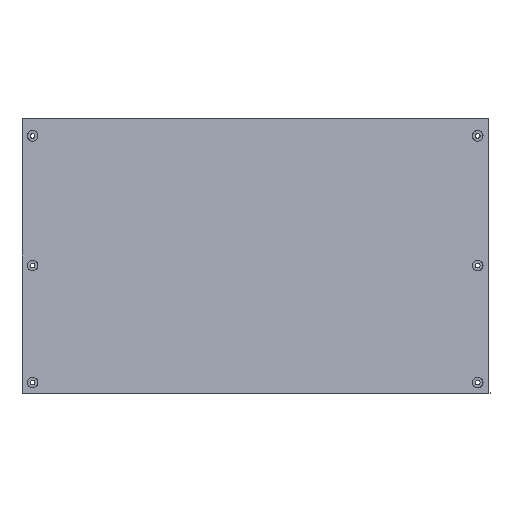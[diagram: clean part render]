
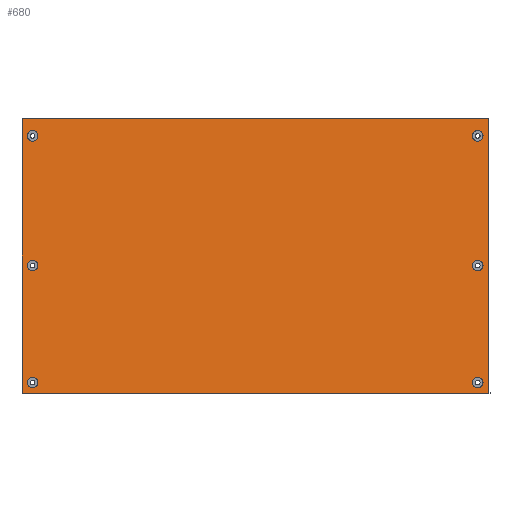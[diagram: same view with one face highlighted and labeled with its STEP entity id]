
A CAD part, front view. The second image highlights one B-rep face of the part: STEP entity #680.
In plain terms, the highlighted planar face has unit normal (0, -0.995, 0.104).
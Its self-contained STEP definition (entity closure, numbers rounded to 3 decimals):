
#15=ELLIPSE('',#713,2.514,2.5);
#16=ELLIPSE('',#720,2.514,2.5);
#17=ELLIPSE('',#727,2.514,2.5);
#18=ELLIPSE('',#734,2.514,2.5);
#19=ELLIPSE('',#741,2.514,2.5);
#20=ELLIPSE('',#748,2.514,2.5);
#34=FACE_BOUND('',#144,.T.);
#35=FACE_BOUND('',#145,.T.);
#36=FACE_BOUND('',#146,.T.);
#37=FACE_BOUND('',#147,.T.);
#38=FACE_BOUND('',#148,.T.);
#39=FACE_BOUND('',#149,.T.);
#54=PLANE('',#756);
#92=FACE_OUTER_BOUND('',#143,.T.);
#143=EDGE_LOOP('',(#567,#568,#569,#570,#571,#572));
#144=EDGE_LOOP('',(#573));
#145=EDGE_LOOP('',(#574));
#146=EDGE_LOOP('',(#575));
#147=EDGE_LOOP('',(#576));
#148=EDGE_LOOP('',(#577));
#149=EDGE_LOOP('',(#578));
#189=LINE('',#1071,#255);
#192=LINE('',#1077,#258);
#194=LINE('',#1081,#260);
#196=LINE('',#1084,#262);
#204=LINE('',#1101,#270);
#205=LINE('',#1102,#271);
#255=VECTOR('',#887,10.);
#258=VECTOR('',#892,10.);
#260=VECTOR('',#896,10.);
#262=VECTOR('',#900,10.);
#270=VECTOR('',#912,10.);
#271=VECTOR('',#913,10.);
#316=VERTEX_POINT('',#972);
#320=VERTEX_POINT('',#985);
#324=VERTEX_POINT('',#998);
#328=VERTEX_POINT('',#1011);
#332=VERTEX_POINT('',#1024);
#336=VERTEX_POINT('',#1037);
#349=VERTEX_POINT('',#1068);
#350=VERTEX_POINT('',#1070);
#351=VERTEX_POINT('',#1074);
#352=VERTEX_POINT('',#1076);
#353=VERTEX_POINT('',#1080);
#360=VERTEX_POINT('',#1100);
#378=EDGE_CURVE('',#316,#316,#15,.T.);
#384=EDGE_CURVE('',#320,#320,#16,.T.);
#390=EDGE_CURVE('',#324,#324,#17,.T.);
#396=EDGE_CURVE('',#328,#328,#18,.T.);
#402=EDGE_CURVE('',#332,#332,#19,.T.);
#408=EDGE_CURVE('',#336,#336,#20,.T.);
#423=EDGE_CURVE('',#350,#349,#189,.T.);
#426=EDGE_CURVE('',#352,#351,#192,.T.);
#428=EDGE_CURVE('',#353,#352,#194,.T.);
#430=EDGE_CURVE('',#353,#349,#196,.T.);
#438=EDGE_CURVE('',#360,#351,#204,.T.);
#439=EDGE_CURVE('',#350,#360,#205,.T.);
#567=ORIENTED_EDGE('',*,*,#426,.T.);
#568=ORIENTED_EDGE('',*,*,#438,.F.);
#569=ORIENTED_EDGE('',*,*,#439,.F.);
#570=ORIENTED_EDGE('',*,*,#423,.T.);
#571=ORIENTED_EDGE('',*,*,#430,.F.);
#572=ORIENTED_EDGE('',*,*,#428,.T.);
#573=ORIENTED_EDGE('',*,*,#378,.T.);
#574=ORIENTED_EDGE('',*,*,#384,.T.);
#575=ORIENTED_EDGE('',*,*,#390,.T.);
#576=ORIENTED_EDGE('',*,*,#396,.T.);
#577=ORIENTED_EDGE('',*,*,#402,.T.);
#578=ORIENTED_EDGE('',*,*,#408,.T.);
#680=ADVANCED_FACE('',(#92,#34,#35,#36,#37,#38,#39),#54,.T.);
#713=AXIS2_PLACEMENT_3D('',#974,#785,#786);
#720=AXIS2_PLACEMENT_3D('',#987,#801,#802);
#727=AXIS2_PLACEMENT_3D('',#1000,#817,#818);
#734=AXIS2_PLACEMENT_3D('',#1013,#833,#834);
#741=AXIS2_PLACEMENT_3D('',#1026,#849,#850);
#748=AXIS2_PLACEMENT_3D('',#1039,#865,#866);
#756=AXIS2_PLACEMENT_3D('',#1099,#910,#911);
#785=DIRECTION('center_axis',(0.,0.995,-0.105));
#786=DIRECTION('ref_axis',(0.,-0.105,-0.995));
#801=DIRECTION('center_axis',(0.,0.995,-0.105));
#802=DIRECTION('ref_axis',(0.,-0.105,-0.995));
#817=DIRECTION('center_axis',(0.,0.995,-0.105));
#818=DIRECTION('ref_axis',(0.,-0.105,-0.995));
#833=DIRECTION('center_axis',(0.,0.995,-0.105));
#834=DIRECTION('ref_axis',(0.,-0.105,-0.995));
#849=DIRECTION('center_axis',(0.,0.995,-0.105));
#850=DIRECTION('ref_axis',(0.,-0.105,-0.995));
#865=DIRECTION('center_axis',(0.,0.995,-0.105));
#866=DIRECTION('ref_axis',(0.,-0.105,-0.995));
#887=DIRECTION('',(1.,0.,0.));
#892=DIRECTION('',(0.,0.105,0.995));
#896=DIRECTION('',(-1.,0.,0.));
#900=DIRECTION('',(0.,-0.105,-0.995));
#910=DIRECTION('center_axis',(0.,-0.995,0.105));
#911=DIRECTION('ref_axis',(0.,-0.105,-0.995));
#912=DIRECTION('',(1.,0.,0.));
#913=DIRECTION('',(0.,0.105,0.995));
#972=CARTESIAN_POINT('',(118.876,-9.254,51.343));
#974=CARTESIAN_POINT('Origin',(116.376,-9.254,51.343));
#985=CARTESIAN_POINT('',(118.876,-15.663,-9.637));
#987=CARTESIAN_POINT('Origin',(116.376,-15.663,-9.637));
#998=CARTESIAN_POINT('',(118.876,-21.444,-64.637));
#1000=CARTESIAN_POINT('Origin',(116.376,-21.444,-64.637));
#1011=CARTESIAN_POINT('',(-90.344,-21.444,-64.637));
#1013=CARTESIAN_POINT('Origin',(-92.844,-21.444,-64.637));
#1024=CARTESIAN_POINT('',(-90.344,-9.254,51.343));
#1026=CARTESIAN_POINT('Origin',(-92.844,-9.254,51.343));
#1037=CARTESIAN_POINT('',(-90.344,-15.663,-9.637));
#1039=CARTESIAN_POINT('Origin',(-92.844,-15.663,-9.637));
#1068=CARTESIAN_POINT('',(122.156,-21.969,-69.637));
#1070=CARTESIAN_POINT('',(-97.844,-21.969,-69.637));
#1071=CARTESIAN_POINT('',(-97.844,-21.969,-69.637));
#1074=CARTESIAN_POINT('',(121.376,-8.413,59.343));
#1076=CARTESIAN_POINT('',(121.376,-21.937,-69.331));
#1077=CARTESIAN_POINT('',(121.376,-8.397,59.496));
#1080=CARTESIAN_POINT('',(122.156,-21.937,-69.331));
#1081=CARTESIAN_POINT('',(11.766,-21.937,-69.331));
#1084=CARTESIAN_POINT('',(122.156,-21.969,-69.637));
#1099=CARTESIAN_POINT('Origin',(-97.844,-8.413,59.343));
#1100=CARTESIAN_POINT('',(-97.844,-8.413,59.343));
#1101=CARTESIAN_POINT('',(-97.844,-8.413,59.343));
#1102=CARTESIAN_POINT('',(-97.844,-21.969,-69.637));
